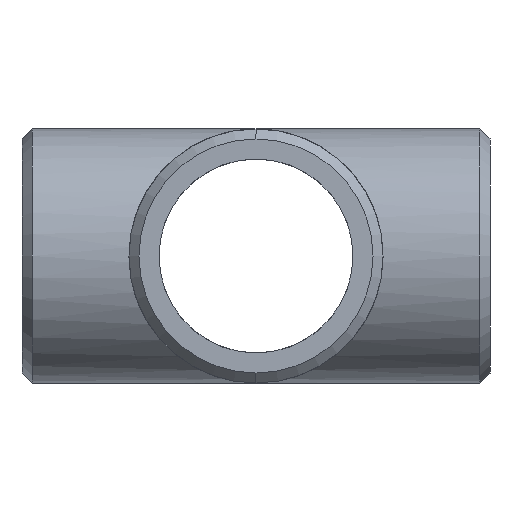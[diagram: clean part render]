
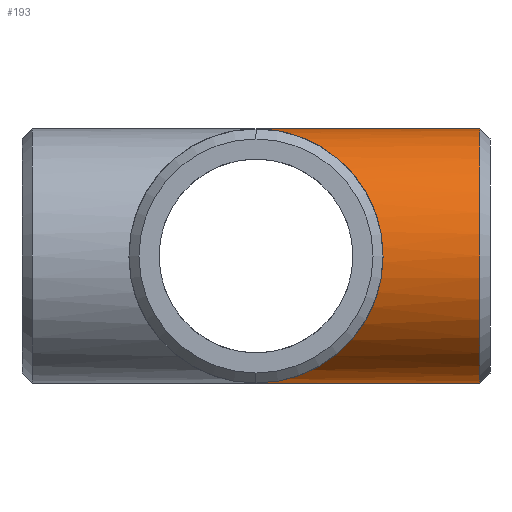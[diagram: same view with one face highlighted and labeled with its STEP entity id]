
A CAD part, left-side view. The second image highlights one B-rep face of the part: STEP entity #193.
In plain terms, the highlighted cylindrical face has radius 57 mm (diameter 114 mm), a partial arc.
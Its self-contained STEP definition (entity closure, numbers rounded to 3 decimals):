
#26 = EDGE_CURVE ( 'NONE', #551, #247, #642, .T. ) ;
#28 = CARTESIAN_POINT ( 'NONE',  ( -114., -114., 57. ) ) ;
#46 = CARTESIAN_POINT ( 'NONE',  ( 0., -105., 0. ) ) ;
#63 = VECTOR ( 'NONE', #259, 1000. ) ;
#65 = AXIS2_PLACEMENT_3D ( 'NONE', #46, #410, #108 ) ;
#108 = DIRECTION ( 'NONE',  ( 0., 0., -1. ) ) ;
#130 = VERTEX_POINT ( 'NONE', #565 ) ;
#142 = EDGE_CURVE ( 'NONE', #430, #551, #231, .T. ) ;
#151 = CARTESIAN_POINT ( 'NONE',  ( 0., -100.503, 57. ) ) ;
#193 = ADVANCED_FACE ( 'NONE', ( #276 ), #725, .T. ) ;
#231 = CIRCLE ( 'NONE', #335, 57. ) ;
#247 = VERTEX_POINT ( 'NONE', #753 ) ;
#259 = DIRECTION ( 'NONE',  ( 0., 1., 0. ) ) ;
#276 = FACE_OUTER_BOUND ( 'NONE', #644, .T. ) ;
#319 = DIRECTION ( 'NONE',  ( 0., 0., -1. ) ) ;
#323 = CARTESIAN_POINT ( 'NONE',  ( -114., -114., -57. ) ) ;
#335 = AXIS2_PLACEMENT_3D ( 'NONE', #568, #699, #319 ) ;
#342 = CARTESIAN_POINT ( 'NONE',  ( 0., -105., -57. ) ) ;
#374 = EDGE_CURVE ( 'NONE', #130, #247, #446, .T. ) ;
#410 = DIRECTION ( 'NONE',  ( 0., 1., 0. ) ) ;
#429 = ORIENTED_EDGE ( 'NONE', *, *, #374, .F. ) ;
#430 = VERTEX_POINT ( 'NONE', #650 ) ;
#446 =( BOUNDED_CURVE ( )  B_SPLINE_CURVE ( 3, ( #627, #323, #28, #689 ),
 .UNSPECIFIED., .F., .T. ) 
 B_SPLINE_CURVE_WITH_KNOTS ( ( 4, 4 ),
 ( 4.712, 7.854 ),
 .UNSPECIFIED. ) 
 CURVE ( )  GEOMETRIC_REPRESENTATION_ITEM ( )  RATIONAL_B_SPLINE_CURVE ( ( 1., 0.333, 0.333, 1. ) ) 
 REPRESENTATION_ITEM ( '' )  );
#449 = ORIENTED_EDGE ( 'NONE', *, *, #142, .T. ) ;
#468 = DIRECTION ( 'NONE',  ( 0., 1., 0. ) ) ;
#551 = VERTEX_POINT ( 'NONE', #151 ) ;
#565 = CARTESIAN_POINT ( 'NONE',  ( 0., 0., -57. ) ) ;
#568 = CARTESIAN_POINT ( 'NONE',  ( 0., -100.503, 0. ) ) ;
#581 = EDGE_CURVE ( 'NONE', #430, #130, #671, .T. ) ;
#627 = CARTESIAN_POINT ( 'NONE',  ( 0., 0., -57. ) ) ;
#642 = LINE ( 'NONE', #710, #63 ) ;
#644 = EDGE_LOOP ( 'NONE', ( #449, #799, #429, #713 ) ) ;
#650 = CARTESIAN_POINT ( 'NONE',  ( 0., -100.503, -57. ) ) ;
#671 = LINE ( 'NONE', #342, #734 ) ;
#689 = CARTESIAN_POINT ( 'NONE',  ( 0., 0., 57. ) ) ;
#699 = DIRECTION ( 'NONE',  ( 0., 1., 0. ) ) ;
#710 = CARTESIAN_POINT ( 'NONE',  ( 0., -105., 57. ) ) ;
#713 = ORIENTED_EDGE ( 'NONE', *, *, #581, .F. ) ;
#725 = CYLINDRICAL_SURFACE ( 'NONE', #65, 57. ) ;
#734 = VECTOR ( 'NONE', #468, 1000. ) ;
#753 = CARTESIAN_POINT ( 'NONE',  ( 0., 0., 57. ) ) ;
#799 = ORIENTED_EDGE ( 'NONE', *, *, #26, .T. ) ;
